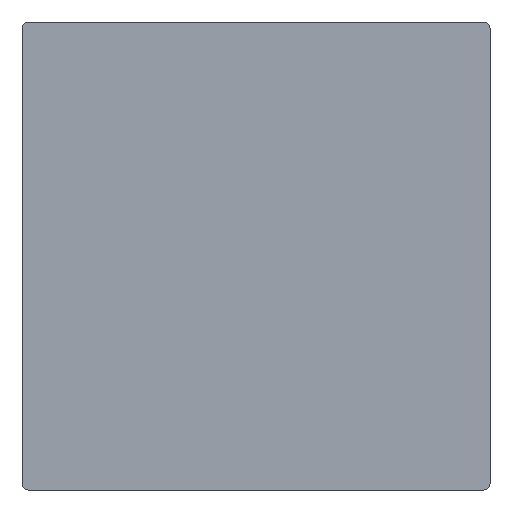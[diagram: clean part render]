
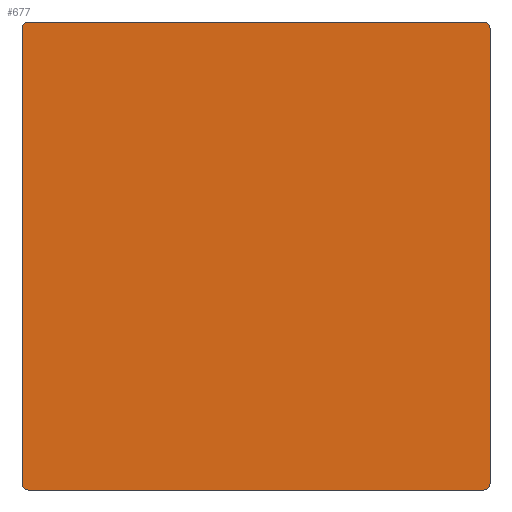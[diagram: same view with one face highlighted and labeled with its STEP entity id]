
A CAD part, front view. The second image highlights one B-rep face of the part: STEP entity #677.
In plain terms, the highlighted planar face has unit normal (0, -1, 0).
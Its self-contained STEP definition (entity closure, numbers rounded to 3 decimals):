
#18 = DIRECTION ( 'NONE',  ( 0., 0., -1. ) ) ;
#24 = VERTEX_POINT ( 'NONE', #805 ) ;
#29 = CARTESIAN_POINT ( 'NONE',  ( 29.2, 0., -30. ) ) ;
#45 = VERTEX_POINT ( 'NONE', #29 ) ;
#51 = AXIS2_PLACEMENT_3D ( 'NONE', #777, #1190, #563 ) ;
#93 = ORIENTED_EDGE ( 'NONE', *, *, #980, .F. ) ;
#105 = CARTESIAN_POINT ( 'NONE',  ( 29.2, 0., 29.2 ) ) ;
#108 = CARTESIAN_POINT ( 'NONE',  ( 0., 0., 0. ) ) ;
#117 = CARTESIAN_POINT ( 'NONE',  ( -30., 0., 30. ) ) ;
#119 = LINE ( 'NONE', #900, #285 ) ;
#158 = CIRCLE ( 'NONE', #1012, 0.8 ) ;
#163 = DIRECTION ( 'NONE',  ( 0., 0., -1. ) ) ;
#183 = ORIENTED_EDGE ( 'NONE', *, *, #852, .F. ) ;
#206 = ORIENTED_EDGE ( 'NONE', *, *, #868, .T. ) ;
#233 = VERTEX_POINT ( 'NONE', #287 ) ;
#257 = EDGE_CURVE ( 'NONE', #45, #233, #657, .T. ) ;
#274 = EDGE_CURVE ( 'NONE', #45, #24, #1161, .T. ) ;
#285 = VECTOR ( 'NONE', #523, 1000. ) ;
#287 = CARTESIAN_POINT ( 'NONE',  ( -29.2, 0., -30. ) ) ;
#348 = LINE ( 'NONE', #724, #442 ) ;
#391 = ORIENTED_EDGE ( 'NONE', *, *, #274, .T. ) ;
#398 = DIRECTION ( 'NONE',  ( 0., 0., -1. ) ) ;
#422 = AXIS2_PLACEMENT_3D ( 'NONE', #105, #1120, #503 ) ;
#423 = CARTESIAN_POINT ( 'NONE',  ( -29.2, 0., 29.2 ) ) ;
#442 = VECTOR ( 'NONE', #1057, 1000. ) ;
#448 = CARTESIAN_POINT ( 'NONE',  ( 30., 0., 29.2 ) ) ;
#449 = VECTOR ( 'NONE', #1290, 1000. ) ;
#465 = EDGE_CURVE ( 'NONE', #1159, #233, #945, .T. ) ;
#479 = CARTESIAN_POINT ( 'NONE',  ( -29.2, 0., 30. ) ) ;
#483 = CARTESIAN_POINT ( 'NONE',  ( -30., 0., -29.2 ) ) ;
#503 = DIRECTION ( 'NONE',  ( 0., 0., -1. ) ) ;
#523 = DIRECTION ( 'NONE',  ( 1., 0., 0. ) ) ;
#557 = CARTESIAN_POINT ( 'NONE',  ( -29.2, 0., -29.2 ) ) ;
#561 = VERTEX_POINT ( 'NONE', #448 ) ;
#563 = DIRECTION ( 'NONE',  ( 0., 0., -1. ) ) ;
#569 = ORIENTED_EDGE ( 'NONE', *, *, #1235, .F. ) ;
#573 = ORIENTED_EDGE ( 'NONE', *, *, #257, .F. ) ;
#587 = EDGE_LOOP ( 'NONE', ( #573, #391, #93, #660, #183, #206, #569, #786 ) ) ;
#604 = VERTEX_POINT ( 'NONE', #644 ) ;
#610 = CARTESIAN_POINT ( 'NONE',  ( 29.2, 0., 30. ) ) ;
#615 = DIRECTION ( 'NONE',  ( 0., 0., 1. ) ) ;
#617 = DIRECTION ( 'NONE',  ( 0., -1., 0. ) ) ;
#624 = VECTOR ( 'NONE', #615, 1000. ) ;
#644 = CARTESIAN_POINT ( 'NONE',  ( -30., 0., 29.2 ) ) ;
#657 = LINE ( 'NONE', #1065, #449 ) ;
#660 = ORIENTED_EDGE ( 'NONE', *, *, #1292, .T. ) ;
#677 = ADVANCED_FACE ( 'NONE', ( #988 ), #1101, .T. ) ;
#724 = CARTESIAN_POINT ( 'NONE',  ( 30., 0., 30. ) ) ;
#729 = AXIS2_PLACEMENT_3D ( 'NONE', #108, #874, #398 ) ;
#760 = VERTEX_POINT ( 'NONE', #479 ) ;
#777 = CARTESIAN_POINT ( 'NONE',  ( 29.2, 0., -29.2 ) ) ;
#786 = ORIENTED_EDGE ( 'NONE', *, *, #465, .T. ) ;
#805 = CARTESIAN_POINT ( 'NONE',  ( 30., 0., -29.2 ) ) ;
#846 = DIRECTION ( 'NONE',  ( 0., -1., 0. ) ) ;
#850 = CIRCLE ( 'NONE', #422, 0.8 ) ;
#852 = EDGE_CURVE ( 'NONE', #760, #1213, #119, .T. ) ;
#868 = EDGE_CURVE ( 'NONE', #760, #604, #158, .T. ) ;
#874 = DIRECTION ( 'NONE',  ( 0., -1., 0. ) ) ;
#900 = CARTESIAN_POINT ( 'NONE',  ( -30., 0., 30. ) ) ;
#945 = CIRCLE ( 'NONE', #1114, 0.8 ) ;
#980 = EDGE_CURVE ( 'NONE', #561, #24, #348, .T. ) ;
#988 = FACE_OUTER_BOUND ( 'NONE', #587, .T. ) ;
#1012 = AXIS2_PLACEMENT_3D ( 'NONE', #423, #617, #18 ) ;
#1057 = DIRECTION ( 'NONE',  ( 0., 0., -1. ) ) ;
#1065 = CARTESIAN_POINT ( 'NONE',  ( -30., 0., -30. ) ) ;
#1101 = PLANE ( 'NONE',  #729 ) ;
#1114 = AXIS2_PLACEMENT_3D ( 'NONE', #557, #846, #163 ) ;
#1120 = DIRECTION ( 'NONE',  ( 0., -1., 0. ) ) ;
#1159 = VERTEX_POINT ( 'NONE', #483 ) ;
#1161 = CIRCLE ( 'NONE', #51, 0.8 ) ;
#1190 = DIRECTION ( 'NONE',  ( 0., -1., 0. ) ) ;
#1213 = VERTEX_POINT ( 'NONE', #610 ) ;
#1230 = LINE ( 'NONE', #117, #624 ) ;
#1235 = EDGE_CURVE ( 'NONE', #1159, #604, #1230, .T. ) ;
#1290 = DIRECTION ( 'NONE',  ( -1., 0., 0. ) ) ;
#1292 = EDGE_CURVE ( 'NONE', #561, #1213, #850, .T. ) ;
